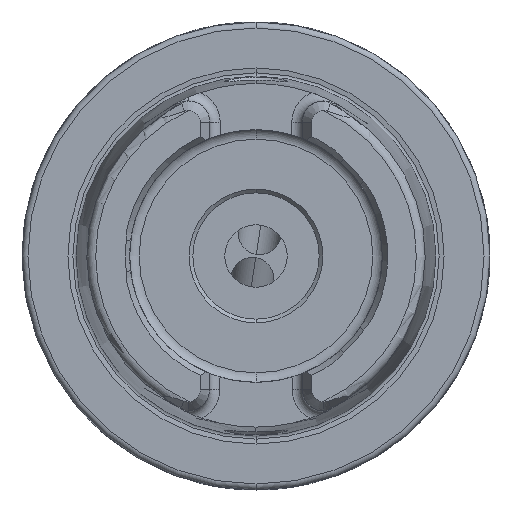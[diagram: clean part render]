
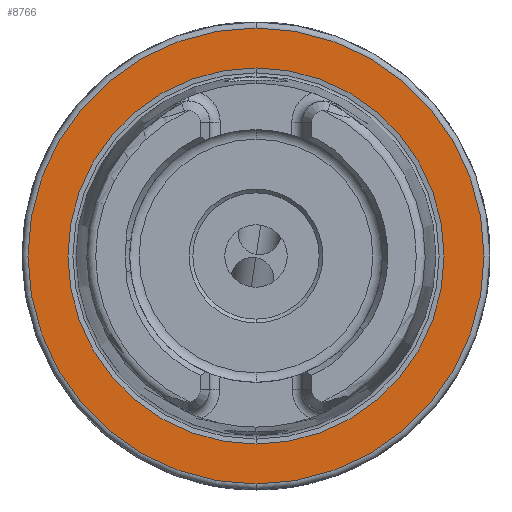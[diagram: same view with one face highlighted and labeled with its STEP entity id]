
A CAD part, left-side view. The second image highlights one B-rep face of the part: STEP entity #8766.
In plain terms, the highlighted planar face has unit normal (-1, 0, 0).
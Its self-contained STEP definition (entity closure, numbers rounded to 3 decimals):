
#88 = AXIS2_PLACEMENT_3D ( 'NONE', #15008, #1609, #15137 ) ;
#349 = EDGE_CURVE ( 'NONE', #2235, #3435, #6600, .T. ) ;
#1295 = AXIS2_PLACEMENT_3D ( 'NONE', #9036, #13127, #5036 ) ;
#1609 = DIRECTION ( 'NONE',  ( -1., 0., 0. ) ) ;
#2235 = VERTEX_POINT ( 'NONE', #12206 ) ;
#3287 = DIRECTION ( 'NONE',  ( 1., 0., 0. ) ) ;
#3335 = EDGE_CURVE ( 'NONE', #5293, #3384, #11106, .T. ) ;
#3384 = VERTEX_POINT ( 'NONE', #7557 ) ;
#3435 = VERTEX_POINT ( 'NONE', #4748 ) ;
#3495 = DIRECTION ( 'NONE',  ( 0., 0., 1. ) ) ;
#3790 = FACE_OUTER_BOUND ( 'NONE', #7372, .T. ) ;
#3791 = CIRCLE ( 'NONE', #15524, 30.7 ) ;
#4301 = ORIENTED_EDGE ( 'NONE', *, *, #3335, .F. ) ;
#4748 = CARTESIAN_POINT ( 'NONE',  ( 0., 0., -30.7 ) ) ;
#4772 = DIRECTION ( 'NONE',  ( 0., 0., -1. ) ) ;
#4840 = CARTESIAN_POINT ( 'NONE',  ( 0., 0., 25.319 ) ) ;
#5036 = DIRECTION ( 'NONE',  ( 0., 0., 1. ) ) ;
#5293 = VERTEX_POINT ( 'NONE', #4840 ) ;
#6513 = CARTESIAN_POINT ( 'NONE',  ( 0., 0., 0. ) ) ;
#6600 = CIRCLE ( 'NONE', #1295, 30.7 ) ;
#7372 = EDGE_LOOP ( 'NONE', ( #10140, #9083 ) ) ;
#7418 = AXIS2_PLACEMENT_3D ( 'NONE', #9050, #11751, #3495 ) ;
#7557 = CARTESIAN_POINT ( 'NONE',  ( 0., 0., -25.319 ) ) ;
#7632 = FACE_BOUND ( 'NONE', #13675, .T. ) ;
#7873 = DIRECTION ( 'NONE',  ( 0., 0., 1. ) ) ;
#8766 = ADVANCED_FACE ( 'NONE', ( #7632, #3790 ), #11414, .F. ) ;
#9036 = CARTESIAN_POINT ( 'NONE',  ( 0., 0., 0. ) ) ;
#9050 = CARTESIAN_POINT ( 'NONE',  ( 0., 0., 0. ) ) ;
#9083 = ORIENTED_EDGE ( 'NONE', *, *, #12022, .T. ) ;
#9725 = ORIENTED_EDGE ( 'NONE', *, *, #16196, .F. ) ;
#10140 = ORIENTED_EDGE ( 'NONE', *, *, #349, .T. ) ;
#11106 = CIRCLE ( 'NONE', #7418, 25.319 ) ;
#11414 = PLANE ( 'NONE',  #14225 ) ;
#11475 = CARTESIAN_POINT ( 'NONE',  ( 0., 30.7, 0. ) ) ;
#11751 = DIRECTION ( 'NONE',  ( -1., 0., 0. ) ) ;
#12022 = EDGE_CURVE ( 'NONE', #3435, #2235, #3791, .T. ) ;
#12206 = CARTESIAN_POINT ( 'NONE',  ( 0., 0., 30.7 ) ) ;
#13127 = DIRECTION ( 'NONE',  ( -1., 0., 0. ) ) ;
#13675 = EDGE_LOOP ( 'NONE', ( #4301, #9725 ) ) ;
#14225 = AXIS2_PLACEMENT_3D ( 'NONE', #11475, #3287, #4772 ) ;
#15008 = CARTESIAN_POINT ( 'NONE',  ( 0., 0., 0. ) ) ;
#15137 = DIRECTION ( 'NONE',  ( 0., 0., 1. ) ) ;
#15524 = AXIS2_PLACEMENT_3D ( 'NONE', #6513, #16051, #7873 ) ;
#16051 = DIRECTION ( 'NONE',  ( -1., 0., 0. ) ) ;
#16196 = EDGE_CURVE ( 'NONE', #3384, #5293, #17298, .T. ) ;
#17298 = CIRCLE ( 'NONE', #88, 25.319 ) ;
